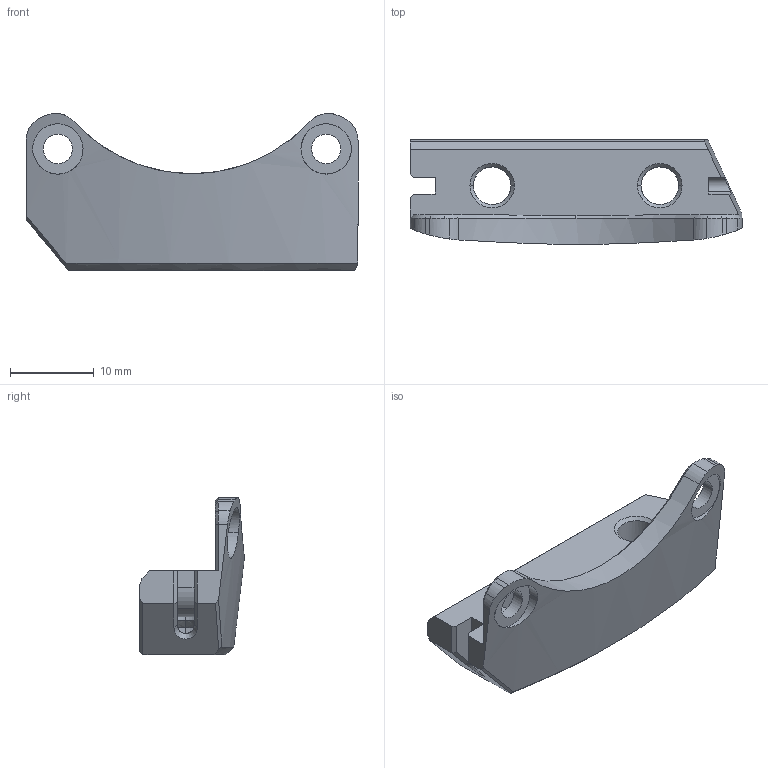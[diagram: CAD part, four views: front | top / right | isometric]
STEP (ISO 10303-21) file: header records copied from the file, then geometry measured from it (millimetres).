
FILE_DESCRIPTION(('STEP AP214'),'1');
FILE_NAME('upper half.stp','2021-08-10T16:36:57',(' '),(' '),'Spatial InterOp 3D',' ',' ');
FILE_SCHEMA(('AUTOMOTIVE_DESIGN { 1 0 10303 214 1 1 1 1 }'));
Length unit declared in the file: metre
Products named in the file (1): Solid
Bounding box: 39.6 x 12.5 x 18.73 mm (x, y, z)
Volume: 3813.4 mm3; surface area: 2429.2 mm2
Topology: 1 solids, 1 shells, 91 faces, 246 edges, 155 vertices
Faces by surface type: cylinder 34, plane 31, cone 18, torus 4, bspline 4
Entity records: 3523 total; most frequent: CARTESIAN_POINT 1232, ORIENTED_EDGE 492, DIRECTION 453, EDGE_CURVE 246, AXIS2_PLACEMENT_3D 163, VERTEX_POINT 155, LINE 127, VECTOR 127
